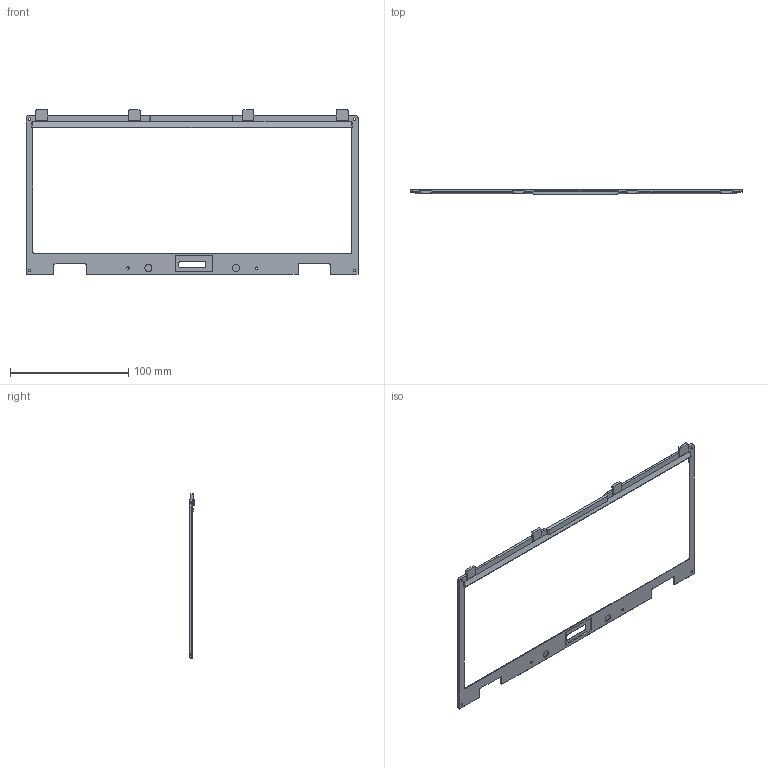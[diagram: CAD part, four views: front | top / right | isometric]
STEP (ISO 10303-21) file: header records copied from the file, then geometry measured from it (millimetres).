
FILE_DESCRIPTION(/* description */ (''),/* implementation_level */ '2;1');
FILE_NAME(/* name */ 'closing main box_top_25.02.20.step',/* time_stamp */ '2020-02-25T14:04:59+01:00',/* author */ (''),/* organization */ (''),/* preprocessor_version */ 'ST-DEVELOPER v18',/* originating_system */ 'Autodesk Translation Framework v8.12.0.6',/* authorisation */ '');
FILE_SCHEMA (('AUTOMOTIVE_DESIGN { 1 0 10303 214 3 1 1 }'));
Length unit declared in the file: millimetre
Products named in the file (1): closing main box_top
Bounding box: 280.67 x 4 x 139.33 mm (x, y, z)
Volume: 14875.5 mm3; surface area: 20439.5 mm2
Topology: 1 solids, 1 shells, 164 faces, 442 edges, 285 vertices
Faces by surface type: plane 88, cylinder 59, bspline 7, cone 6, sphere 2, torus 2
Full cylindrical faces by diameter (mm): 2 x6, 4 x6, 6 x2
Entity records: 5406 total; most frequent: CARTESIAN_POINT 1165, ORIENTED_EDGE 884, DIRECTION 869, EDGE_CURVE 442, AXIS2_PLACEMENT_3D 291, LINE 287, VECTOR 287, VERTEX_POINT 285
